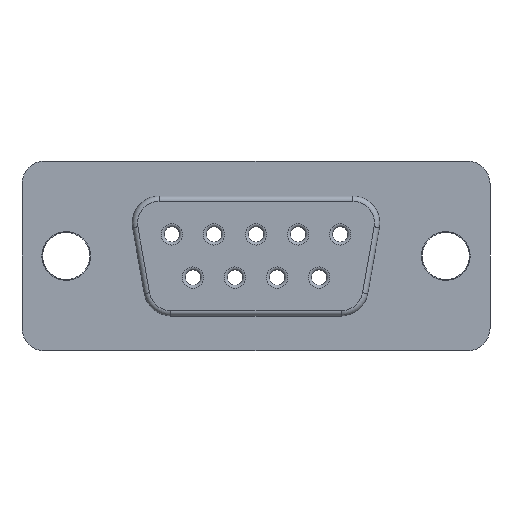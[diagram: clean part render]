
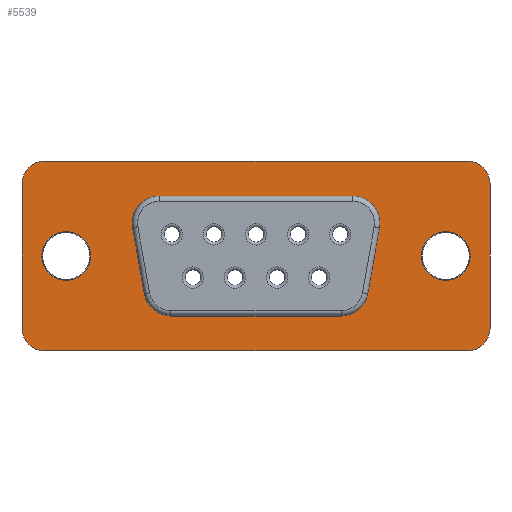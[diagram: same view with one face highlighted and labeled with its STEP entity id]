
A CAD part, front view. The second image highlights one B-rep face of the part: STEP entity #5539.
In plain terms, the highlighted planar face has unit normal (0, -1, 0).
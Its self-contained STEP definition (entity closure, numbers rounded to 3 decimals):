
#656=LINE('',#15653,#982);
#657=LINE('',#15658,#983);
#658=LINE('',#15662,#984);
#659=LINE('',#15666,#985);
#660=LINE('',#15672,#986);
#661=LINE('',#15676,#987);
#662=LINE('',#15680,#988);
#663=LINE('',#15684,#989);
#982=VECTOR('',#7620,1000.);
#983=VECTOR('',#7623,1000.);
#984=VECTOR('',#7626,1000.);
#985=VECTOR('',#7629,1000.);
#986=VECTOR('',#7634,1000.);
#987=VECTOR('',#7637,1000.);
#988=VECTOR('',#7640,1000.);
#989=VECTOR('',#7643,1000.);
#2372=ORIENTED_EDGE('',*,*,#3241,.T.);
#2373=ORIENTED_EDGE('',*,*,#3242,.T.);
#2374=ORIENTED_EDGE('',*,*,#3243,.T.);
#2375=ORIENTED_EDGE('',*,*,#3244,.T.);
#2376=ORIENTED_EDGE('',*,*,#3245,.T.);
#2377=ORIENTED_EDGE('',*,*,#3246,.T.);
#2378=ORIENTED_EDGE('',*,*,#3247,.T.);
#2379=ORIENTED_EDGE('',*,*,#3248,.T.);
#2380=ORIENTED_EDGE('',*,*,#3249,.T.);
#2381=ORIENTED_EDGE('',*,*,#3250,.F.);
#2382=ORIENTED_EDGE('',*,*,#3251,.F.);
#2383=ORIENTED_EDGE('',*,*,#3252,.F.);
#2384=ORIENTED_EDGE('',*,*,#3253,.F.);
#2385=ORIENTED_EDGE('',*,*,#3254,.F.);
#2386=ORIENTED_EDGE('',*,*,#3255,.F.);
#2387=ORIENTED_EDGE('',*,*,#3256,.F.);
#2388=ORIENTED_EDGE('',*,*,#3257,.F.);
#2389=ORIENTED_EDGE('',*,*,#3258,.T.);
#3241=EDGE_CURVE('',#3798,#3798,#4111,.T.);
#3242=EDGE_CURVE('',#3799,#3800,#656,.T.);
#3243=EDGE_CURVE('',#3800,#3801,#4112,.T.);
#3244=EDGE_CURVE('',#3801,#3802,#657,.T.);
#3245=EDGE_CURVE('',#3802,#3803,#4113,.T.);
#3246=EDGE_CURVE('',#3803,#3804,#658,.T.);
#3247=EDGE_CURVE('',#3804,#3805,#4114,.T.);
#3248=EDGE_CURVE('',#3805,#3806,#659,.T.);
#3249=EDGE_CURVE('',#3806,#3799,#4115,.T.);
#3250=EDGE_CURVE('',#3807,#3808,#4116,.T.);
#3251=EDGE_CURVE('',#3809,#3807,#660,.T.);
#3252=EDGE_CURVE('',#3810,#3809,#4117,.T.);
#3253=EDGE_CURVE('',#3811,#3810,#661,.T.);
#3254=EDGE_CURVE('',#3812,#3811,#4118,.T.);
#3255=EDGE_CURVE('',#3813,#3812,#662,.T.);
#3256=EDGE_CURVE('',#3814,#3813,#4119,.T.);
#3257=EDGE_CURVE('',#3808,#3814,#663,.T.);
#3258=EDGE_CURVE('',#3815,#3815,#4120,.T.);
#3798=VERTEX_POINT('',#15652);
#3799=VERTEX_POINT('',#15654);
#3800=VERTEX_POINT('',#15655);
#3801=VERTEX_POINT('',#15657);
#3802=VERTEX_POINT('',#15659);
#3803=VERTEX_POINT('',#15661);
#3804=VERTEX_POINT('',#15663);
#3805=VERTEX_POINT('',#15665);
#3806=VERTEX_POINT('',#15667);
#3807=VERTEX_POINT('',#15670);
#3808=VERTEX_POINT('',#15671);
#3809=VERTEX_POINT('',#15673);
#3810=VERTEX_POINT('',#15675);
#3811=VERTEX_POINT('',#15677);
#3812=VERTEX_POINT('',#15679);
#3813=VERTEX_POINT('',#15681);
#3814=VERTEX_POINT('',#15683);
#3815=VERTEX_POINT('',#15686);
#4111=CIRCLE('',#6172,1.6);
#4112=CIRCLE('',#6173,1.78);
#4113=CIRCLE('',#6174,1.78);
#4114=CIRCLE('',#6175,1.78);
#4115=CIRCLE('',#6176,1.78);
#4116=CIRCLE('',#6177,1.5);
#4117=CIRCLE('',#6178,1.5);
#4118=CIRCLE('',#6179,1.5);
#4119=CIRCLE('',#6180,1.5);
#4120=CIRCLE('',#6181,1.6);
#4577=EDGE_LOOP('',(#2372));
#4578=EDGE_LOOP('',(#2373,#2374,#2375,#2376,#2377,#2378,#2379,#2380));
#4579=EDGE_LOOP('',(#2381,#2382,#2383,#2384,#2385,#2386,#2387,#2388));
#4580=EDGE_LOOP('',(#2389));
#5047=FACE_BOUND('',#4577,.T.);
#5048=FACE_BOUND('',#4578,.T.);
#5049=FACE_BOUND('',#4579,.T.);
#5050=FACE_BOUND('',#4580,.T.);
#5228=PLANE('',#6171);
#5539=ADVANCED_FACE('',(#5047,#5048,#5049,#5050),#5228,.F.);
#6171=AXIS2_PLACEMENT_3D('',#15650,#7616,#7617);
#6172=AXIS2_PLACEMENT_3D('',#15651,#7618,#7619);
#6173=AXIS2_PLACEMENT_3D('',#15656,#7621,#7622);
#6174=AXIS2_PLACEMENT_3D('',#15660,#7624,#7625);
#6175=AXIS2_PLACEMENT_3D('',#15664,#7627,#7628);
#6176=AXIS2_PLACEMENT_3D('',#15668,#7630,#7631);
#6177=AXIS2_PLACEMENT_3D('',#15669,#7632,#7633);
#6178=AXIS2_PLACEMENT_3D('',#15674,#7635,#7636);
#6179=AXIS2_PLACEMENT_3D('',#15678,#7638,#7639);
#6180=AXIS2_PLACEMENT_3D('',#15682,#7641,#7642);
#6181=AXIS2_PLACEMENT_3D('',#15685,#7644,#7645);
#7616=DIRECTION('',(0.,1.,0.));
#7617=DIRECTION('',(0.,0.,1.));
#7618=DIRECTION('',(0.,1.,0.));
#7619=DIRECTION('',(1.,0.,0.));
#7620=DIRECTION('',(-0.174,0.,0.985));
#7621=DIRECTION('',(0.,1.,0.));
#7622=DIRECTION('',(0.,0.,1.));
#7623=DIRECTION('',(1.,0.,0.));
#7624=DIRECTION('',(0.,1.,0.));
#7625=DIRECTION('',(0.,0.,1.));
#7626=DIRECTION('',(-0.174,0.,-0.985));
#7627=DIRECTION('',(0.,1.,0.));
#7628=DIRECTION('',(0.,0.,1.));
#7629=DIRECTION('',(-1.,0.,0.));
#7630=DIRECTION('',(0.,1.,0.));
#7631=DIRECTION('',(0.,0.,1.));
#7632=DIRECTION('',(0.,1.,0.));
#7633=DIRECTION('',(1.,0.,0.));
#7634=DIRECTION('',(0.,0.,1.));
#7635=DIRECTION('',(0.,1.,0.));
#7636=DIRECTION('',(1.,0.,0.));
#7637=DIRECTION('',(-1.,0.,0.));
#7638=DIRECTION('',(0.,1.,0.));
#7639=DIRECTION('',(1.,0.,0.));
#7640=DIRECTION('',(0.,0.,-1.));
#7641=DIRECTION('',(0.,1.,0.));
#7642=DIRECTION('',(-1.,0.,0.));
#7643=DIRECTION('',(1.,0.,0.));
#7644=DIRECTION('',(0.,1.,0.));
#7645=DIRECTION('',(1.,0.,0.));
#15650=CARTESIAN_POINT('',(-13.905,-0.35,4.75));
#15651=CARTESIAN_POINT('',(-12.495,-0.35,0.));
#15652=CARTESIAN_POINT('',(-10.895,-0.35,0.));
#15653=CARTESIAN_POINT('',(-8.791,-0.35,5.652));
#15654=CARTESIAN_POINT('',(-7.358,-0.35,-2.479));
#15655=CARTESIAN_POINT('',(-8.123,-0.35,1.861));
#15656=CARTESIAN_POINT('',(-6.37,-0.35,2.17));
#15657=CARTESIAN_POINT('',(-6.37,-0.35,3.95));
#15658=CARTESIAN_POINT('',(-13.905,-0.35,3.95));
#15659=CARTESIAN_POINT('',(6.37,-0.35,3.95));
#15660=CARTESIAN_POINT('',(6.37,-0.35,2.17));
#15661=CARTESIAN_POINT('',(8.123,-0.35,1.861));
#15662=CARTESIAN_POINT('',(7.953,-0.35,0.896));
#15663=CARTESIAN_POINT('',(7.358,-0.35,-2.479));
#15664=CARTESIAN_POINT('',(5.605,-0.35,-2.17));
#15665=CARTESIAN_POINT('',(5.605,-0.35,-3.95));
#15666=CARTESIAN_POINT('',(-13.905,-0.35,-3.95));
#15667=CARTESIAN_POINT('',(-5.605,-0.35,-3.95));
#15668=CARTESIAN_POINT('',(-5.605,-0.35,-2.17));
#15669=CARTESIAN_POINT('',(-13.905,-0.35,4.75));
#15670=CARTESIAN_POINT('',(-15.405,-0.35,4.75));
#15671=CARTESIAN_POINT('',(-13.905,-0.35,6.25));
#15672=CARTESIAN_POINT('',(-15.405,-0.35,-4.75));
#15673=CARTESIAN_POINT('',(-15.405,-0.35,-4.75));
#15674=CARTESIAN_POINT('',(-13.905,-0.35,-4.75));
#15675=CARTESIAN_POINT('',(-13.905,-0.35,-6.25));
#15676=CARTESIAN_POINT('',(13.905,-0.35,-6.25));
#15677=CARTESIAN_POINT('',(13.905,-0.35,-6.25));
#15678=CARTESIAN_POINT('',(13.905,-0.35,-4.75));
#15679=CARTESIAN_POINT('',(15.405,-0.35,-4.75));
#15680=CARTESIAN_POINT('',(15.405,-0.35,4.75));
#15681=CARTESIAN_POINT('',(15.405,-0.35,4.75));
#15682=CARTESIAN_POINT('',(13.905,-0.35,4.75));
#15683=CARTESIAN_POINT('',(13.905,-0.35,6.25));
#15684=CARTESIAN_POINT('',(-13.905,-0.35,6.25));
#15685=CARTESIAN_POINT('',(12.495,-0.35,0.));
#15686=CARTESIAN_POINT('',(14.095,-0.35,0.));
